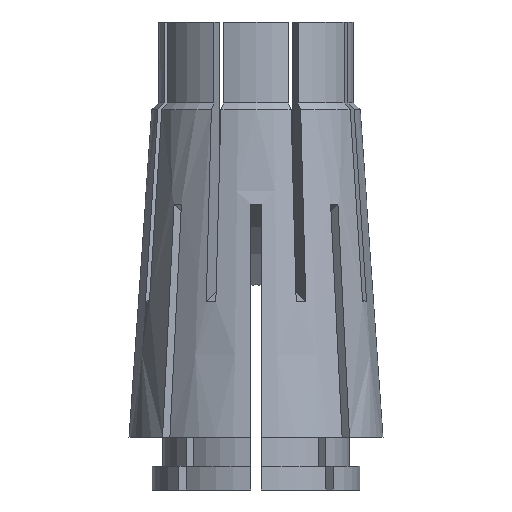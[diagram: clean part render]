
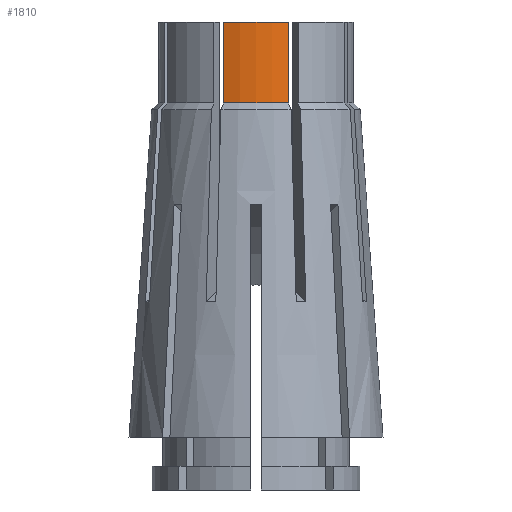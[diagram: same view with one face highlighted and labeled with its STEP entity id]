
A CAD part, front view. The second image highlights one B-rep face of the part: STEP entity #1810.
In plain terms, the highlighted cylindrical face has radius 9.4 mm (diameter 18.8 mm), a partial arc.
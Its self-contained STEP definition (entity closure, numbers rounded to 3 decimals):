
#37 = CIRCLE ( 'NONE', #2003, 9.4 ) ;
#104 = VECTOR ( 'NONE', #4304, 1000. ) ;
#124 = CARTESIAN_POINT ( 'NONE',  ( 0., 0., 0. ) ) ;
#989 = CARTESIAN_POINT ( 'NONE',  ( 0., 0., -7.8 ) ) ;
#1107 = VECTOR ( 'NONE', #2053, 1000. ) ;
#1236 = AXIS2_PLACEMENT_3D ( 'NONE', #989, #1384, #5369 ) ;
#1237 = LINE ( 'NONE', #2471, #1107 ) ;
#1384 = DIRECTION ( 'NONE',  ( 0., 0., 1. ) ) ;
#1527 = DIRECTION ( 'NONE',  ( 0., 0., 1. ) ) ;
#1606 = FACE_OUTER_BOUND ( 'NONE', #5250, .T. ) ;
#1641 = CARTESIAN_POINT ( 'NONE',  ( -3.13, -8.864, 0. ) ) ;
#1764 = EDGE_CURVE ( 'NONE', #5343, #1789, #2109, .T. ) ;
#1789 = VERTEX_POINT ( 'NONE', #2658 ) ;
#1810 = ADVANCED_FACE ( 'NONE', ( #1606 ), #2550, .T. ) ;
#1966 = CARTESIAN_POINT ( 'NONE',  ( 0., 0., 0. ) ) ;
#2003 = AXIS2_PLACEMENT_3D ( 'NONE', #1966, #4886, #2662 ) ;
#2053 = DIRECTION ( 'NONE',  ( 0., 0., -1. ) ) ;
#2109 = CIRCLE ( 'NONE', #1236, 9.4 ) ;
#2471 = CARTESIAN_POINT ( 'NONE',  ( -3.13, -8.864, 0. ) ) ;
#2550 = CYLINDRICAL_SURFACE ( 'NONE', #2603, 9.4 ) ;
#2603 = AXIS2_PLACEMENT_3D ( 'NONE', #124, #1527, #5111 ) ;
#2658 = CARTESIAN_POINT ( 'NONE',  ( 3.13, -8.864, -7.8 ) ) ;
#2662 = DIRECTION ( 'NONE',  ( 1., 0., 0. ) ) ;
#3186 = CARTESIAN_POINT ( 'NONE',  ( 3.13, -8.864, 0. ) ) ;
#3312 = LINE ( 'NONE', #3872, #104 ) ;
#3334 = ORIENTED_EDGE ( 'NONE', *, *, #4221, .F. ) ;
#3435 = ORIENTED_EDGE ( 'NONE', *, *, #4754, .F. ) ;
#3543 = ORIENTED_EDGE ( 'NONE', *, *, #5326, .T. ) ;
#3872 = CARTESIAN_POINT ( 'NONE',  ( 3.13, -8.864, 0. ) ) ;
#4221 = EDGE_CURVE ( 'NONE', #5281, #5153, #37, .T. ) ;
#4304 = DIRECTION ( 'NONE',  ( 0., 0., -1. ) ) ;
#4367 = ORIENTED_EDGE ( 'NONE', *, *, #1764, .T. ) ;
#4581 = CARTESIAN_POINT ( 'NONE',  ( -3.13, -8.864, -7.8 ) ) ;
#4754 = EDGE_CURVE ( 'NONE', #5153, #1789, #3312, .T. ) ;
#4886 = DIRECTION ( 'NONE',  ( 0., 0., 1. ) ) ;
#5111 = DIRECTION ( 'NONE',  ( 1., 0., 0. ) ) ;
#5153 = VERTEX_POINT ( 'NONE', #3186 ) ;
#5250 = EDGE_LOOP ( 'NONE', ( #3435, #3334, #3543, #4367 ) ) ;
#5281 = VERTEX_POINT ( 'NONE', #1641 ) ;
#5326 = EDGE_CURVE ( 'NONE', #5281, #5343, #1237, .T. ) ;
#5343 = VERTEX_POINT ( 'NONE', #4581 ) ;
#5369 = DIRECTION ( 'NONE',  ( 1., 0., 0. ) ) ;
